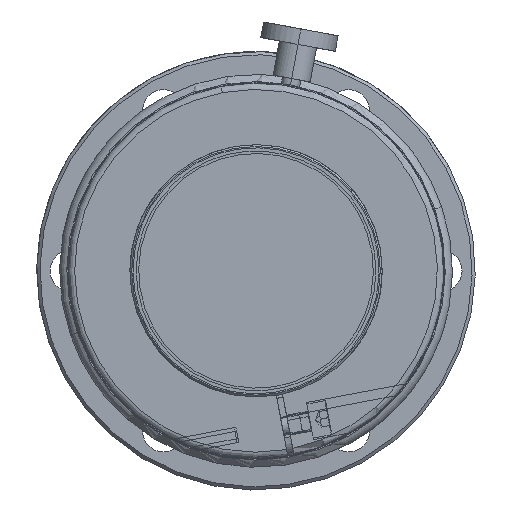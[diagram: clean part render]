
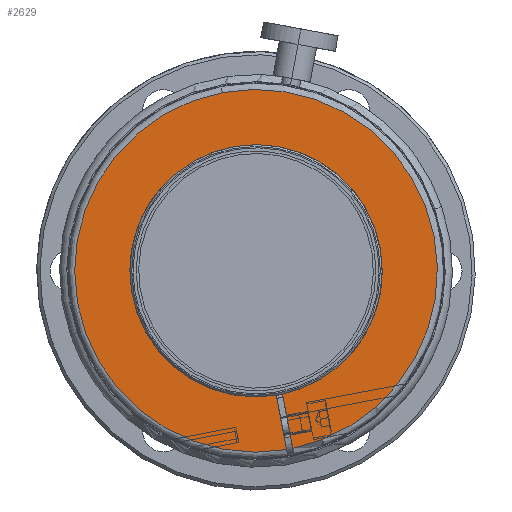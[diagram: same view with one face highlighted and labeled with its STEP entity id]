
A CAD part, front view. The second image highlights one B-rep face of the part: STEP entity #2629.
In plain terms, the highlighted planar face has unit normal (0, -1, 0).
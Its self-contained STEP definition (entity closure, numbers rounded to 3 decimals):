
#1901=AXIS2_PLACEMENT_3D('Circle Axis2P3D',#1899,#1900,$) ;
#2114=AXIS2_PLACEMENT_3D('Circle Axis2P3D',#2112,#2113,$) ;
#2342=AXIS2_PLACEMENT_3D('Circle Axis2P3D',#2340,#2341,$) ;
#2474=AXIS2_PLACEMENT_3D('Circle Axis2P3D',#2472,#2473,$) ;
#2493=AXIS2_PLACEMENT_3D('Circle Axis2P3D',#2491,#2492,$) ;
#2618=AXIS2_PLACEMENT_3D('Plane Axis2P3D',#2615,#2616,#2617) ;
#1783=CARTESIAN_POINT('Line Origine',(5.011,-1162.,-23.854)) ;
#1787=CARTESIAN_POINT('Vertex',(4.2,-1162.,-19.554)) ;
#1789=CARTESIAN_POINT('Vertex',(5.823,-1162.,-28.154)) ;
#1899=CARTESIAN_POINT('Axis2P3D Location',(0.,-1162.,0.)) ;
#1903=CARTESIAN_POINT('Vertex',(12.678,-1162.,-15.469)) ;
#2112=CARTESIAN_POINT('Axis2P3D Location',(0.,-1162.,0.)) ;
#2116=CARTESIAN_POINT('Vertex',(-12.678,-1162.,15.469)) ;
#2172=CARTESIAN_POINT('Line Origine',(4.029,-1162.,-24.04)) ;
#2176=CARTESIAN_POINT('Vertex',(4.84,-1162.,-28.34)) ;
#2178=CARTESIAN_POINT('Vertex',(3.217,-1162.,-19.74)) ;
#2340=CARTESIAN_POINT('Axis2P3D Location',(0.,-1162.,0.)) ;
#2344=CARTESIAN_POINT('Vertex',(-5.332,-1162.,28.251)) ;
#2472=CARTESIAN_POINT('Axis2P3D Location',(0.,-1162.,0.)) ;
#2491=CARTESIAN_POINT('Axis2P3D Location',(0.,-1162.,0.)) ;
#2615=CARTESIAN_POINT('Axis2P3D Location',(0.,-1162.,0.)) ;
#1784=DIRECTION('Vector Direction',(-0.185,0.,0.983)) ;
#1900=DIRECTION('Axis2P3D Direction',(0.,-1.,0.)) ;
#2113=DIRECTION('Axis2P3D Direction',(0.,-1.,0.)) ;
#2173=DIRECTION('Vector Direction',(0.185,0.,-0.983)) ;
#2341=DIRECTION('Axis2P3D Direction',(0.,1.,0.)) ;
#2473=DIRECTION('Axis2P3D Direction',(0.,-1.,0.)) ;
#2492=DIRECTION('Axis2P3D Direction',(0.,1.,0.)) ;
#2616=DIRECTION('Axis2P3D Direction',(0.,1.,0.)) ;
#2617=DIRECTION('Axis2P3D XDirection',(0.185,0.,-0.983)) ;
#1785=VECTOR('Line Direction',#1784,1.) ;
#2174=VECTOR('Line Direction',#2173,1.) ;
#2621=ORIENTED_EDGE('',*,*,#2180,.T.) ;
#2622=ORIENTED_EDGE('',*,*,#2476,.T.) ;
#2623=ORIENTED_EDGE('',*,*,#2118,.T.) ;
#2624=ORIENTED_EDGE('',*,*,#1905,.T.) ;
#2625=ORIENTED_EDGE('',*,*,#1791,.T.) ;
#2626=ORIENTED_EDGE('',*,*,#2495,.F.) ;
#2627=ORIENTED_EDGE('',*,*,#2346,.F.) ;
#2629=ADVANCED_FACE('Hauptk\X2\00F6\X0\rper',(#2628),#2619,.F.) ;
#1902=CIRCLE('generated circle',#1901,20.) ;
#2115=CIRCLE('generated circle',#2114,20.) ;
#2343=CIRCLE('generated circle',#2342,28.75) ;
#2475=CIRCLE('generated circle',#2474,20.) ;
#2494=CIRCLE('generated circle',#2493,28.75) ;
#1791=EDGE_CURVE('',#1788,#1790,#1786,.F.) ;
#1905=EDGE_CURVE('',#1904,#1788,#1902,.F.) ;
#2118=EDGE_CURVE('',#2117,#1904,#2115,.F.) ;
#2180=EDGE_CURVE('',#2177,#2179,#2175,.F.) ;
#2346=EDGE_CURVE('',#2177,#2345,#2343,.T.) ;
#2476=EDGE_CURVE('',#2179,#2117,#2475,.F.) ;
#2495=EDGE_CURVE('',#2345,#1790,#2494,.T.) ;
#2620=EDGE_LOOP('',(#2621,#2622,#2623,#2624,#2625,#2626,#2627)) ;
#2628=FACE_OUTER_BOUND('',#2620,.T.) ;
#1786=LINE('Line',#1783,#1785) ;
#2175=LINE('Line',#2172,#2174) ;
#2619=PLANE('',#2618) ;
#1788=VERTEX_POINT('',#1787) ;
#1790=VERTEX_POINT('',#1789) ;
#1904=VERTEX_POINT('',#1903) ;
#2117=VERTEX_POINT('',#2116) ;
#2177=VERTEX_POINT('',#2176) ;
#2179=VERTEX_POINT('',#2178) ;
#2345=VERTEX_POINT('',#2344) ;
